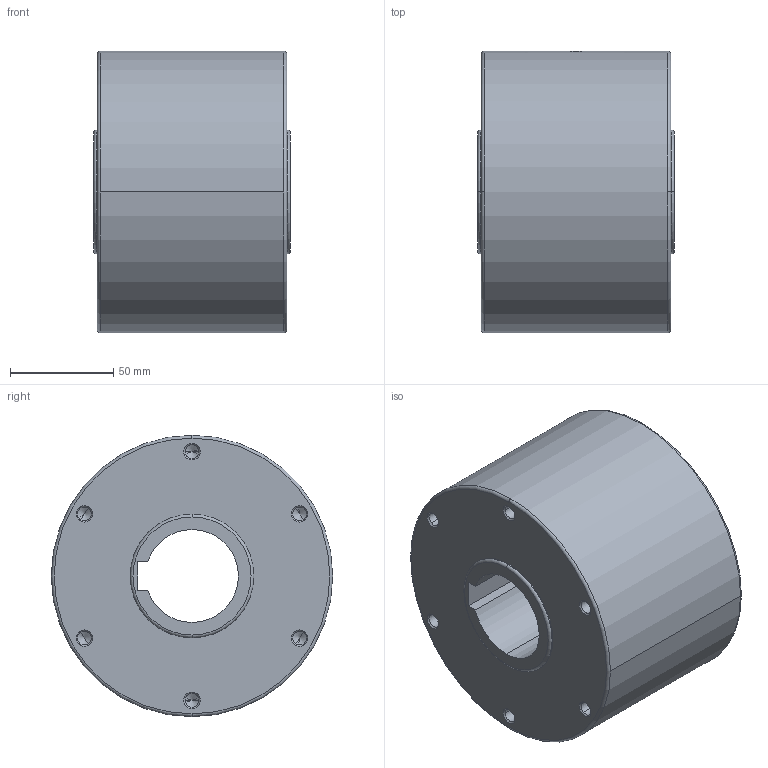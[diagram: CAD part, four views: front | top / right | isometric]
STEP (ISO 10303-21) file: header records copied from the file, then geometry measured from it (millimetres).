
FILE_DESCRIPTION(('STEP AP214'),'1');
FILE_NAME('go_600.stp','2019-09-14T12:09:23',('TraceParts'),('TraceParts S.A.'),'Spatial InterOp 3D',' ',' ');
FILE_SCHEMA(('AUTOMOTIVE_DESIGN { 1 0 10303 214 1 1 1 1 }'));
Length unit declared in the file: millimetre
Products named in the file (1): go_600
Bounding box: 95.5 x 136.52 x 136.52 mm (x, y, z)
Volume: 1188683.5 mm3; surface area: 85826 mm2
Topology: 1 solids, 1 shells, 170 faces, 390 edges, 225 vertices
Faces by surface type: cone 72, cylinder 65, plane 25, torus 8
Entity records: 4718 total; most frequent: DIRECTION 909, CARTESIAN_POINT 829, ORIENTED_EDGE 732, AXIS2_PLACEMENT_3D 375, EDGE_CURVE 366, VERTEX_POINT 225, CIRCLE 204, EDGE_LOOP 199
